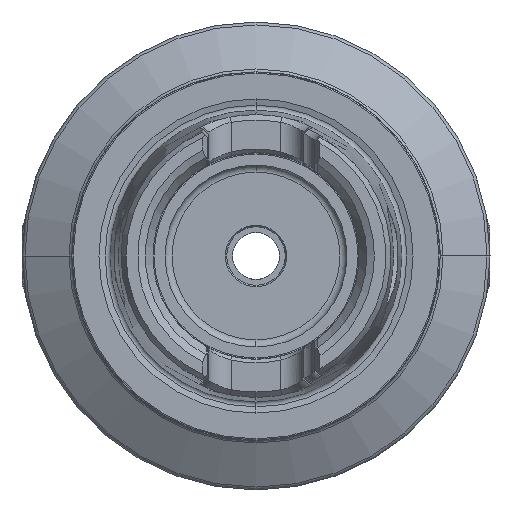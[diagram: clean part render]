
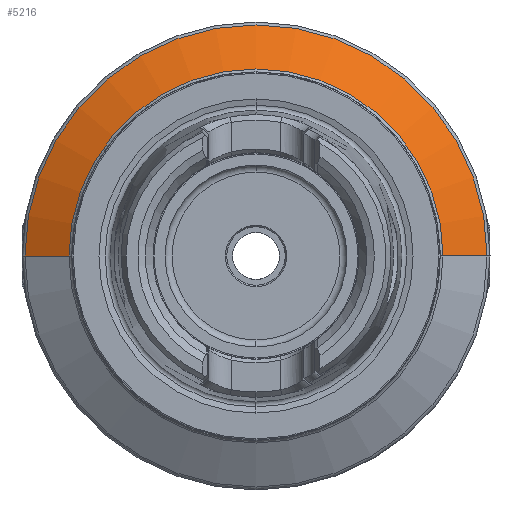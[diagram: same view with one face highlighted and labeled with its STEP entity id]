
A CAD part, left-side view. The second image highlights one B-rep face of the part: STEP entity #5216.
In plain terms, the highlighted conical face has half-angle 60 degrees and reference radius 39.5 mm.
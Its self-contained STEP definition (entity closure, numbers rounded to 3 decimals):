
#941 = CONICAL_SURFACE ( 'NONE', #3905, 39.5, 1.047 ) ;
#948 = FACE_OUTER_BOUND ( 'NONE', #10527, .T. ) ;
#2135 = CARTESIAN_POINT ( 'NONE',  ( 18.289, -31.975, 0. ) ) ;
#2181 = CARTESIAN_POINT ( 'NONE',  ( 18.289, 31.975, 0. ) ) ;
#2584 = DIRECTION ( 'NONE',  ( 0., 1., 0. ) ) ;
#2588 = DIRECTION ( 'NONE',  ( 1., 0., 0. ) ) ;
#2590 = CARTESIAN_POINT ( 'NONE',  ( 22.633, 0., 0. ) ) ;
#2593 = CARTESIAN_POINT ( 'NONE',  ( 22.633, 39.5, 0. ) ) ;
#2595 = DIRECTION ( 'NONE',  ( 0.5, 0.866, 0. ) ) ;
#2603 = CARTESIAN_POINT ( 'NONE',  ( 22.633, -39.5, 0. ) ) ;
#2606 = DIRECTION ( 'NONE',  ( 0., -1., 0. ) ) ;
#2608 = DIRECTION ( 'NONE',  ( 1., 0., 0. ) ) ;
#2610 = CARTESIAN_POINT ( 'NONE',  ( 18.289, 0., 0. ) ) ;
#2614 = DIRECTION ( 'NONE',  ( 0.5, -0.866, 0. ) ) ;
#3905 = AXIS2_PLACEMENT_3D ( 'NONE', #7020, #7022, #7025 ) ;
#4646 = CARTESIAN_POINT ( 'NONE',  ( 22.633, 39.5, 0. ) ) ;
#4695 = CARTESIAN_POINT ( 'NONE',  ( 22.633, -39.5, 0. ) ) ;
#5216 = ADVANCED_FACE ( 'NONE', ( #948 ), #941, .T. ) ;
#6702 = LINE ( 'NONE', #2593, #6705 ) ;
#6705 = VECTOR ( 'NONE', #2595, 1000. ) ;
#6834 = LINE ( 'NONE', #2603, #6838 ) ;
#6837 = CIRCLE ( 'NONE', #9512, 39.5 ) ;
#6838 = VECTOR ( 'NONE', #2614, 1000. ) ;
#6839 = CIRCLE ( 'NONE', #9408, 31.975 ) ;
#7020 = CARTESIAN_POINT ( 'NONE',  ( 22.633, 0., 0. ) ) ;
#7022 = DIRECTION ( 'NONE',  ( 1., 0., 0. ) ) ;
#7025 = DIRECTION ( 'NONE',  ( 0., 1., 0. ) ) ;
#7163 = VERTEX_POINT ( 'NONE', #4695 ) ;
#7213 = VERTEX_POINT ( 'NONE', #4646 ) ;
#8050 = EDGE_CURVE ( 'NONE', #8136, #8153, #6839, .T. ) ;
#8052 = EDGE_CURVE ( 'NONE', #8153, #7163, #6834, .T. ) ;
#8053 = EDGE_CURVE ( 'NONE', #7213, #7163, #6837, .T. ) ;
#8055 = EDGE_CURVE ( 'NONE', #8136, #7213, #6702, .T. ) ;
#8136 = VERTEX_POINT ( 'NONE', #2181 ) ;
#8153 = VERTEX_POINT ( 'NONE', #2135 ) ;
#9408 = AXIS2_PLACEMENT_3D ( 'NONE', #2610, #2608, #2606 ) ;
#9512 = AXIS2_PLACEMENT_3D ( 'NONE', #2590, #2588, #2584 ) ;
#10527 = EDGE_LOOP ( 'NONE', ( #11061, #11063, #11056, #11055 ) ) ;
#11055 = ORIENTED_EDGE ( 'NONE', *, *, #8055, .F. ) ;
#11056 = ORIENTED_EDGE ( 'NONE', *, *, #8053, .F. ) ;
#11061 = ORIENTED_EDGE ( 'NONE', *, *, #8050, .T. ) ;
#11063 = ORIENTED_EDGE ( 'NONE', *, *, #8052, .T. ) ;
